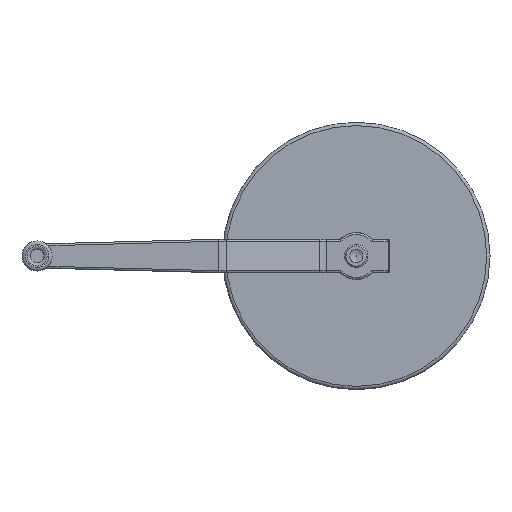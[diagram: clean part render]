
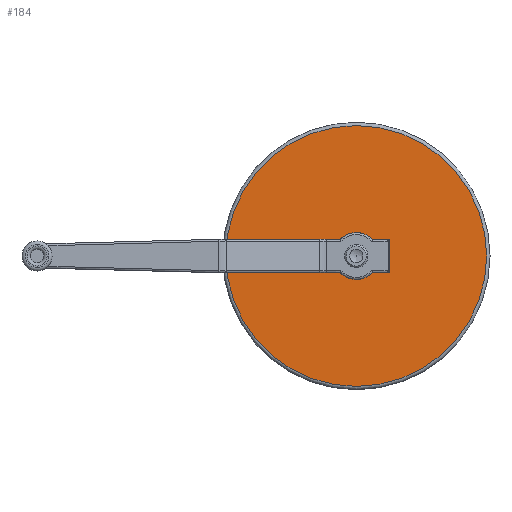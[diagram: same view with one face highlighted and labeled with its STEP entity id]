
A CAD part, front view. The second image highlights one B-rep face of the part: STEP entity #184.
In plain terms, the highlighted planar face has unit normal (0, -1, 0).
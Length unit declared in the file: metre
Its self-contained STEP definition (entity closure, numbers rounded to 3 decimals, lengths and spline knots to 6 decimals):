
#184 = ADVANCED_FACE( '', ( #429, #430 ), #431, .T. );
#429 = FACE_BOUND( '', #1024, .T. );
#430 = FACE_OUTER_BOUND( '', #1025, .T. );
#431 = PLANE( '', #1026 );
#1024 = EDGE_LOOP( '', ( #1811 ) );
#1025 = EDGE_LOOP( '', ( #1812 ) );
#1026 = AXIS2_PLACEMENT_3D( '', #1813, #1814, #1815 );
#1811 = ORIENTED_EDGE( '', *, *, #2354, .T. );
#1812 = ORIENTED_EDGE( '', *, *, #2355, .T. );
#1813 = CARTESIAN_POINT( '', ( 0., -0.02032, 0. ) );
#1814 = DIRECTION( '', ( 0., -1., 0. ) );
#1815 = DIRECTION( '', ( 1., 0., 0. ) );
#2354 = EDGE_CURVE( '', #2700, #2700, #2701, .F. );
#2355 = EDGE_CURVE( '', #2702, #2702, #2703, .T. );
#2700 = VERTEX_POINT( '', #3239 );
#2701 = CIRCLE( '', #3240, 0.00635 );
#2702 = VERTEX_POINT( '', #3241 );
#2703 = CIRCLE( '', #3242, 0.04953 );
#3239 = CARTESIAN_POINT( '', ( 0., -0.02032, -0.00635 ) );
#3240 = AXIS2_PLACEMENT_3D( '', #3681, #3682, #3683 );
#3241 = CARTESIAN_POINT( '', ( 0., -0.02032, -0.04953 ) );
#3242 = AXIS2_PLACEMENT_3D( '', #3684, #3685, #3686 );
#3681 = CARTESIAN_POINT( '', ( 0., -0.02032, 0. ) );
#3682 = DIRECTION( '', ( 0., -1., 0. ) );
#3683 = DIRECTION( '', ( 0., 0., -1. ) );
#3684 = CARTESIAN_POINT( '', ( 0., -0.02032, 0. ) );
#3685 = DIRECTION( '', ( 0., -1., 0. ) );
#3686 = DIRECTION( '', ( 0., 0., -1. ) );
